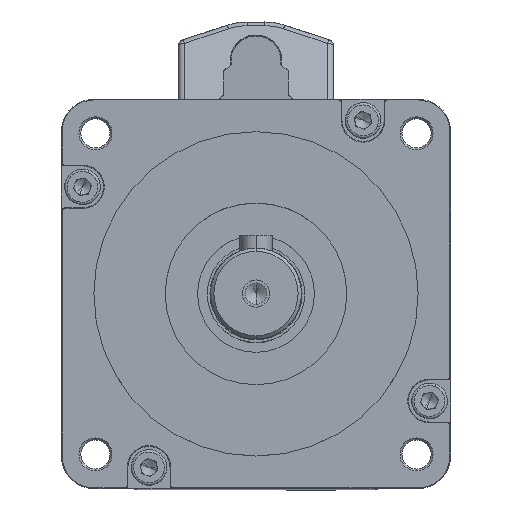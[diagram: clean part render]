
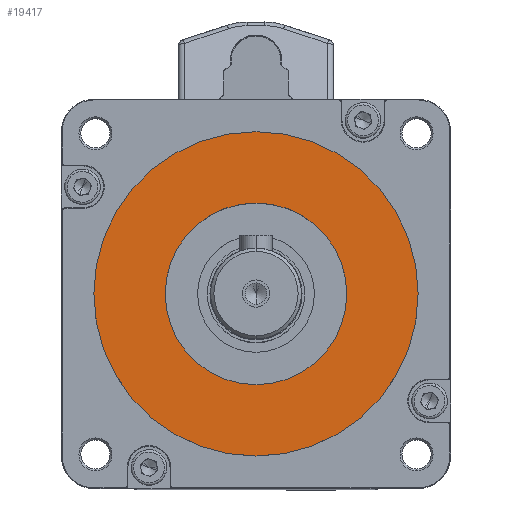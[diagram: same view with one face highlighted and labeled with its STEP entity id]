
A CAD part, top view. The second image highlights one B-rep face of the part: STEP entity #19417.
In plain terms, the highlighted planar face has unit normal (0, 0, 1).
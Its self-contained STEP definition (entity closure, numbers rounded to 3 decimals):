
#697 = ORIENTED_EDGE ( 'NONE', *, *, #4054, .F. ) ;
#1201 = FACE_OUTER_BOUND ( 'NONE', #20215, .T. ) ;
#1450 = AXIS2_PLACEMENT_3D ( 'NONE', #10205, #1764, #18537 ) ;
#1764 = DIRECTION ( 'NONE',  ( 0., 0., -1. ) ) ;
#2200 = CIRCLE ( 'NONE', #1450, 14. ) ;
#2756 = ORIENTED_EDGE ( 'NONE', *, *, #4653, .T. ) ;
#2979 = CARTESIAN_POINT ( 'NONE',  ( 57.203, 14.561, 322.013 ) ) ;
#4054 = EDGE_CURVE ( 'NONE', #5540, #6302, #8771, .T. ) ;
#4653 = EDGE_CURVE ( 'NONE', #16794, #6170, #2200, .T. ) ;
#4813 = AXIS2_PLACEMENT_3D ( 'NONE', #11244, #9683, #21343 ) ;
#5329 = CARTESIAN_POINT ( 'NONE',  ( 57.203, -24.439, 322.013 ) ) ;
#5540 = VERTEX_POINT ( 'NONE', #5329 ) ;
#5723 = DIRECTION ( 'NONE',  ( 0., 0., -1. ) ) ;
#5749 = CARTESIAN_POINT ( 'NONE',  ( 57.203, 0.561, 322.013 ) ) ;
#5995 = CARTESIAN_POINT ( 'NONE',  ( 57.203, 25.561, 322.013 ) ) ;
#6170 = VERTEX_POINT ( 'NONE', #7315 ) ;
#6171 = FACE_BOUND ( 'NONE', #16257, .T. ) ;
#6231 = ORIENTED_EDGE ( 'NONE', *, *, #9530, .T. ) ;
#6302 = VERTEX_POINT ( 'NONE', #5995 ) ;
#6331 = PLANE ( 'NONE',  #4813 ) ;
#6621 = DIRECTION ( 'NONE',  ( 0., 0., -1. ) ) ;
#7315 = CARTESIAN_POINT ( 'NONE',  ( 57.203, -13.439, 322.013 ) ) ;
#7426 = DIRECTION ( 'NONE',  ( 0., 1., 0. ) ) ;
#8771 = CIRCLE ( 'NONE', #11610, 25. ) ;
#8945 = EDGE_CURVE ( 'NONE', #6302, #5540, #16709, .T. ) ;
#9530 = EDGE_CURVE ( 'NONE', #6170, #16794, #14595, .T. ) ;
#9683 = DIRECTION ( 'NONE',  ( 0., 0., -1. ) ) ;
#10205 = CARTESIAN_POINT ( 'NONE',  ( 57.203, 0.561, 322.013 ) ) ;
#11190 = AXIS2_PLACEMENT_3D ( 'NONE', #15688, #5723, #17372 ) ;
#11244 = CARTESIAN_POINT ( 'NONE',  ( 31.703, 0.561, 322.013 ) ) ;
#11610 = AXIS2_PLACEMENT_3D ( 'NONE', #18053, #6621, #12022 ) ;
#12022 = DIRECTION ( 'NONE',  ( 0., 1., 0. ) ) ;
#13629 = ORIENTED_EDGE ( 'NONE', *, *, #8945, .F. ) ;
#14595 = CIRCLE ( 'NONE', #11190, 14. ) ;
#15688 = CARTESIAN_POINT ( 'NONE',  ( 57.203, 0.561, 322.013 ) ) ;
#16257 = EDGE_LOOP ( 'NONE', ( #2756, #6231 ) ) ;
#16709 = CIRCLE ( 'NONE', #19170, 25. ) ;
#16794 = VERTEX_POINT ( 'NONE', #2979 ) ;
#17372 = DIRECTION ( 'NONE',  ( 0., 1., 0. ) ) ;
#17397 = DIRECTION ( 'NONE',  ( 0., 0., -1. ) ) ;
#18053 = CARTESIAN_POINT ( 'NONE',  ( 57.203, 0.561, 322.013 ) ) ;
#18537 = DIRECTION ( 'NONE',  ( 0., 1., 0. ) ) ;
#19170 = AXIS2_PLACEMENT_3D ( 'NONE', #5749, #17397, #7426 ) ;
#19417 = ADVANCED_FACE ( 'NONE', ( #1201, #6171 ), #6331, .F. ) ;
#20215 = EDGE_LOOP ( 'NONE', ( #13629, #697 ) ) ;
#21343 = DIRECTION ( 'NONE',  ( 0., -1., 0. ) ) ;
